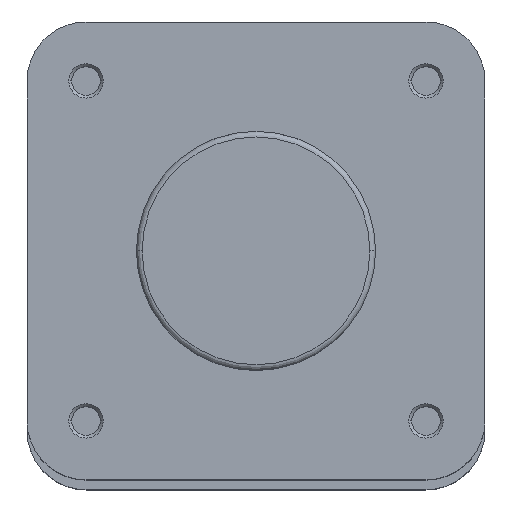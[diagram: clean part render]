
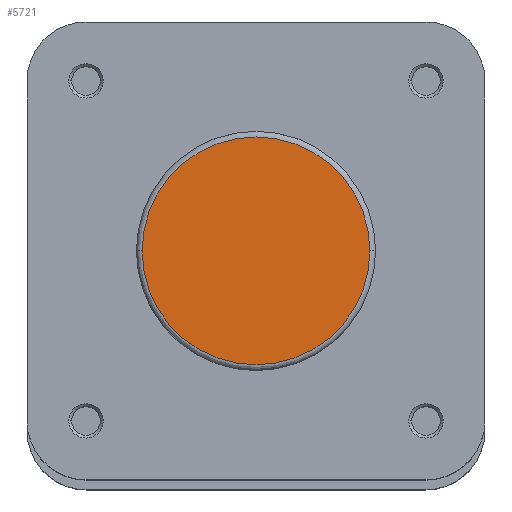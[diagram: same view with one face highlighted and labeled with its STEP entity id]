
A CAD part, top view. The second image highlights one B-rep face of the part: STEP entity #5721.
In plain terms, the highlighted planar face has unit normal (0, 0, 1).
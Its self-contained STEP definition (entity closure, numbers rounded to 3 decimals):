
#286 = CARTESIAN_POINT ( 'NONE',  ( 19.9, 0., 0. ) ) ;
#363 = CARTESIAN_POINT ( 'NONE',  ( -19.9, 0., 0. ) ) ;
#1754 = ORIENTED_EDGE ( 'NONE', *, *, #5985, .T. ) ;
#1855 = ORIENTED_EDGE ( 'NONE', *, *, #5933, .T. ) ;
#1902 = PLANE ( 'NONE',  #4253 ) ;
#1905 = CARTESIAN_POINT ( 'NONE',  ( 0., 20.9, 0. ) ) ;
#1911 = DIRECTION ( 'NONE',  ( 0., 0., -1. ) ) ;
#1912 = DIRECTION ( 'NONE',  ( -1., 0., 0. ) ) ;
#2647 = CARTESIAN_POINT ( 'NONE',  ( 0., 0., 0. ) ) ;
#2648 = DIRECTION ( 'NONE',  ( 0., 0., 1. ) ) ;
#2649 = DIRECTION ( 'NONE',  ( -1., 0., 0. ) ) ;
#2768 = CARTESIAN_POINT ( 'NONE',  ( 0., 0., 0. ) ) ;
#2775 = DIRECTION ( 'NONE',  ( 0., 0., 1. ) ) ;
#2776 = DIRECTION ( 'NONE',  ( -1., 0., 0. ) ) ;
#3324 = CIRCLE ( 'NONE', #4438, 19.9 ) ;
#3401 = CIRCLE ( 'NONE', #4462, 19.9 ) ;
#3595 = VERTEX_POINT ( 'NONE', #286 ) ;
#3648 = VERTEX_POINT ( 'NONE', #363 ) ;
#4253 = AXIS2_PLACEMENT_3D ( 'NONE', #1905, #1911, #1912 ) ;
#4438 = AXIS2_PLACEMENT_3D ( 'NONE', #2647, #2648, #2649 ) ;
#4462 = AXIS2_PLACEMENT_3D ( 'NONE', #2768, #2775, #2776 ) ;
#4569 = EDGE_LOOP ( 'NONE', ( #1754, #1855 ) ) ;
#5482 = FACE_OUTER_BOUND ( 'NONE', #4569, .T. ) ;
#5721 = ADVANCED_FACE ( 'NONE', ( #5482 ), #1902, .F. ) ;
#5933 = EDGE_CURVE ( 'NONE', #3595, #3648, #3324, .T. ) ;
#5985 = EDGE_CURVE ( 'NONE', #3648, #3595, #3401, .T. ) ;
